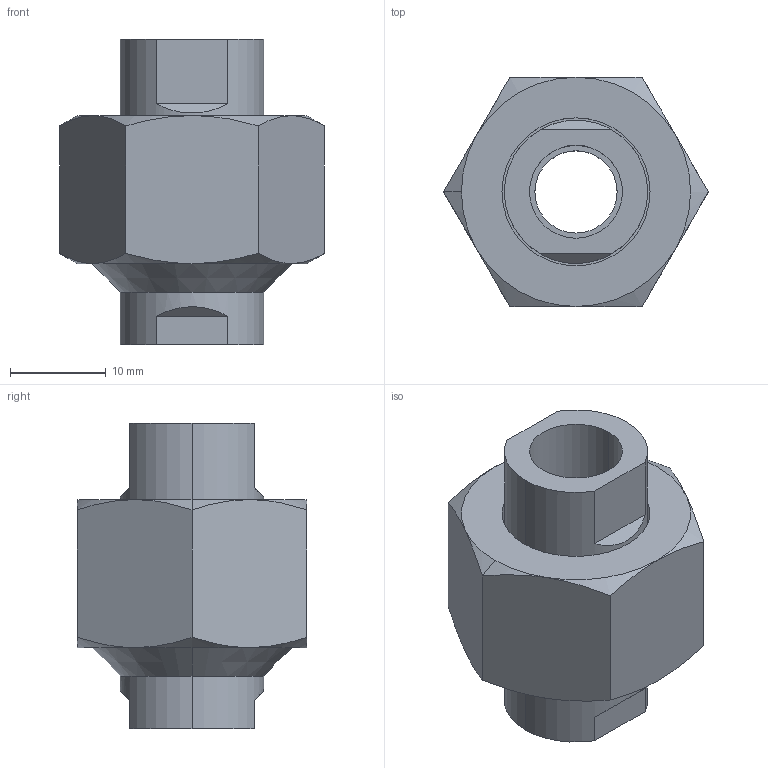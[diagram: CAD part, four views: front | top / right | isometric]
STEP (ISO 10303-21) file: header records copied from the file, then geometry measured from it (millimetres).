
FILE_DESCRIPTION (( 'STEP AP203' ), '1' );
FILE_NAME ('11-1131-01_outokumpu.step', '2015-08-07T11:00:35', ( '' ), ( '' ), 'SwSTEP 2.0', 'SolidWorks 2008', '' );
FILE_SCHEMA (( 'CONFIG_CONTROL_DESIGN' ));
Length unit declared in the file: millimetre
Products named in the file (4): nipple-13-444-001_outokumpu_nipple-13-444-001_outokumpu; 11-1131-01_outokumpu; case-13-555-005_outokumpu_case-13-555-005_outokumpu; nut-13-222-020_outokumpu_nut-13-222-020_outokumpu
Assembly tree (3 placements, depth 2):
  11-1131-01_outokumpu
    nut-13-222-020_outokumpu_nut-13-222-020_outokumpu
    case-13-555-005_outokumpu_case-13-555-005_outokumpu
    nipple-13-444-001_outokumpu_nipple-13-444-001_outokumpu
Bounding box: 27.71 x 24 x 32 mm (x, y, z)
Volume: 7892.6 mm3; surface area: 6675.5 mm2
Topology: 3 solids, 3 shells, 65 faces, 142 edges, 88 vertices
Faces by surface type: plane 25, cone 22, cylinder 18
Entity records: 2302 total; most frequent: CARTESIAN_POINT 457, DIRECTION 320, ORIENTED_EDGE 284, EDGE_CURVE 142, AXIS2_PLACEMENT_3D 135, VERTEX_POINT 88, EDGE_LOOP 76, ADVANCED_FACE 65
